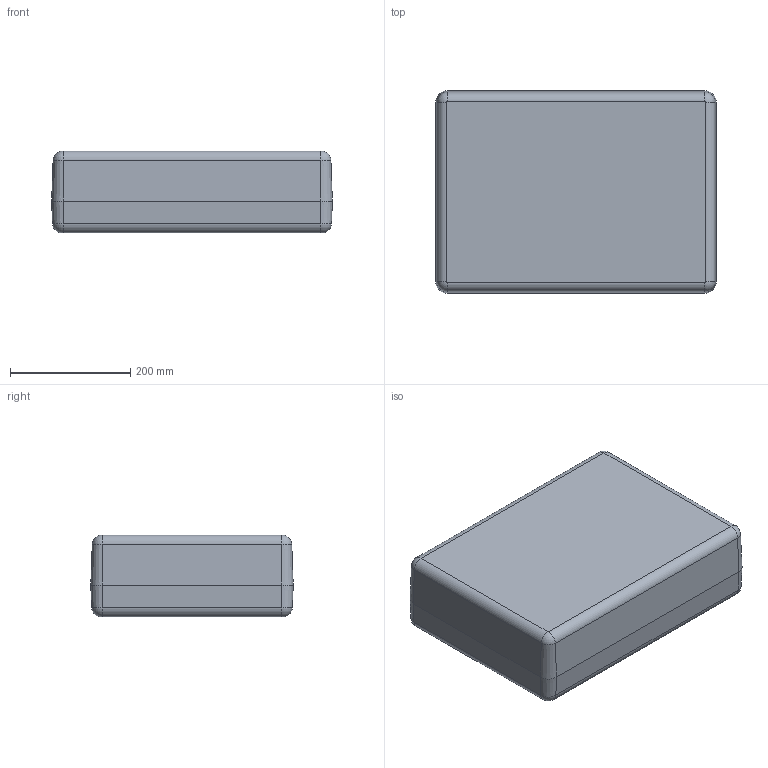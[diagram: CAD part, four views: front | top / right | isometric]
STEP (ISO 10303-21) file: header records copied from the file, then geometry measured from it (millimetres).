
FILE_DESCRIPTION (( 'STEP AP203' ), '1' );
FILE_NAME ('BC500 3D KABUK.STEP', '2020-12-08T12:58:13', ( '' ), ( '' ), 'SwSTEP 2.0', 'SolidWorks 2014', '' );
FILE_SCHEMA (( 'CONFIG_CONTROL_DESIGN' ));
Length unit declared in the file: millimetre
Products named in the file (1): BC500 3D KABUK
Bounding box: 466 x 336 x 136 mm (x, y, z)
Volume: 1520457.7 mm3; surface area: 984736.9 mm2
Topology: 2 solids, 2 shells, 70 faces, 160 edges, 88 vertices
Faces by surface type: plane 22, cylinder 16, cone 16, bspline 8, torus 8
Entity records: 6887 total; most frequent: CARTESIAN_POINT 5331, ORIENTED_EDGE 304, DIRECTION 302, EDGE_CURVE 152, AXIS2_PLACEMENT_3D 111, VERTEX_POINT 88, LINE 80, VECTOR 80
